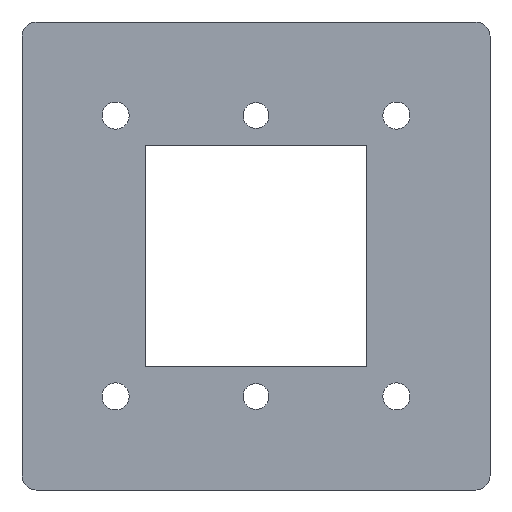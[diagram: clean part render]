
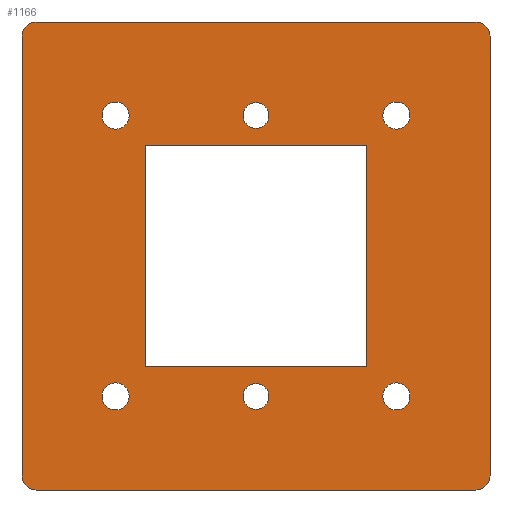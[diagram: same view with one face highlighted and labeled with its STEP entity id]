
A CAD part, front view. The second image highlights one B-rep face of the part: STEP entity #1166.
In plain terms, the highlighted planar face has unit normal (0, -1, 0).
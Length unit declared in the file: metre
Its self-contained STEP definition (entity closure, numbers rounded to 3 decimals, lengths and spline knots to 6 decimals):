
#84=LINE('',#1887,#180);
#88=LINE('',#1895,#184);
#91=LINE('',#1901,#187);
#92=LINE('',#1903,#188);
#98=LINE('',#1917,#194);
#102=LINE('',#1926,#198);
#106=LINE('',#1935,#202);
#109=LINE('',#1940,#205);
#180=VECTOR('',#1553,1.);
#184=VECTOR('',#1559,1.);
#187=VECTOR('',#1564,1.);
#188=VECTOR('',#1567,1.);
#194=VECTOR('',#1575,1.);
#198=VECTOR('',#1581,1.);
#202=VECTOR('',#1587,1.);
#205=VECTOR('',#1592,1.);
#238=PLANE('',#1289);
#480=ORIENTED_EDGE('',*,*,#676,.T.);
#481=ORIENTED_EDGE('',*,*,#677,.T.);
#482=ORIENTED_EDGE('',*,*,#678,.F.);
#483=ORIENTED_EDGE('',*,*,#679,.F.);
#484=ORIENTED_EDGE('',*,*,#680,.F.);
#485=ORIENTED_EDGE('',*,*,#681,.F.);
#486=ORIENTED_EDGE('',*,*,#672,.F.);
#487=ORIENTED_EDGE('',*,*,#682,.T.);
#488=ORIENTED_EDGE('',*,*,#658,.F.);
#489=ORIENTED_EDGE('',*,*,#683,.T.);
#490=ORIENTED_EDGE('',*,*,#664,.T.);
#491=ORIENTED_EDGE('',*,*,#684,.T.);
#492=ORIENTED_EDGE('',*,*,#668,.T.);
#493=ORIENTED_EDGE('',*,*,#685,.T.);
#494=ORIENTED_EDGE('',*,*,#650,.F.);
#495=ORIENTED_EDGE('',*,*,#654,.T.);
#496=ORIENTED_EDGE('',*,*,#657,.T.);
#497=ORIENTED_EDGE('',*,*,#675,.F.);
#650=EDGE_CURVE('',#774,#775,#84,.T.);
#654=EDGE_CURVE('',#774,#777,#88,.T.);
#657=EDGE_CURVE('',#777,#779,#91,.T.);
#658=EDGE_CURVE('',#780,#781,#92,.T.);
#664=EDGE_CURVE('',#787,#786,#98,.T.);
#668=EDGE_CURVE('',#791,#790,#102,.T.);
#672=EDGE_CURVE('',#794,#795,#106,.T.);
#675=EDGE_CURVE('',#775,#779,#109,.T.);
#676=EDGE_CURVE('',#796,#796,#844,.F.);
#677=EDGE_CURVE('',#797,#797,#845,.F.);
#678=EDGE_CURVE('',#798,#798,#846,.T.);
#679=EDGE_CURVE('',#799,#799,#847,.T.);
#680=EDGE_CURVE('',#800,#800,#848,.T.);
#681=EDGE_CURVE('',#801,#801,#849,.T.);
#682=EDGE_CURVE('',#794,#781,#850,.T.);
#683=EDGE_CURVE('',#780,#787,#851,.T.);
#684=EDGE_CURVE('',#786,#791,#852,.T.);
#685=EDGE_CURVE('',#790,#795,#853,.T.);
#774=VERTEX_POINT('',#1886);
#775=VERTEX_POINT('',#1888);
#777=VERTEX_POINT('',#1894);
#779=VERTEX_POINT('',#1900);
#780=VERTEX_POINT('',#1904);
#781=VERTEX_POINT('',#1905);
#786=VERTEX_POINT('',#1916);
#787=VERTEX_POINT('',#1918);
#790=VERTEX_POINT('',#1925);
#791=VERTEX_POINT('',#1927);
#794=VERTEX_POINT('',#1934);
#795=VERTEX_POINT('',#1936);
#796=VERTEX_POINT('',#1943);
#797=VERTEX_POINT('',#1945);
#798=VERTEX_POINT('',#1947);
#799=VERTEX_POINT('',#1949);
#800=VERTEX_POINT('',#1951);
#801=VERTEX_POINT('',#1953);
#844=CIRCLE('',#1290,0.00275);
#845=CIRCLE('',#1291,0.00275);
#846=CIRCLE('',#1292,0.0029);
#847=CIRCLE('',#1293,0.0029);
#848=CIRCLE('',#1294,0.0029);
#849=CIRCLE('',#1295,0.0029);
#850=CIRCLE('',#1296,0.003);
#851=CIRCLE('',#1297,0.003);
#852=CIRCLE('',#1298,0.003);
#853=CIRCLE('',#1299,0.003);
#944=EDGE_LOOP('',(#480));
#945=EDGE_LOOP('',(#481));
#946=EDGE_LOOP('',(#482));
#947=EDGE_LOOP('',(#483));
#948=EDGE_LOOP('',(#484));
#949=EDGE_LOOP('',(#485));
#950=EDGE_LOOP('',(#486,#487,#488,#489,#490,#491,#492,#493));
#951=EDGE_LOOP('',(#494,#495,#496,#497));
#1056=FACE_BOUND('',#944,.T.);
#1057=FACE_BOUND('',#945,.T.);
#1058=FACE_BOUND('',#946,.T.);
#1059=FACE_BOUND('',#947,.T.);
#1060=FACE_BOUND('',#948,.T.);
#1061=FACE_BOUND('',#949,.T.);
#1062=FACE_BOUND('',#950,.T.);
#1063=FACE_BOUND('',#951,.T.);
#1166=ADVANCED_FACE('',(#1056,#1057,#1058,#1059,#1060,#1061,#1062,#1063),
#238,.T.);
#1289=AXIS2_PLACEMENT_3D('',#1941,#1593,#1594);
#1290=AXIS2_PLACEMENT_3D('',#1942,#1595,#1596);
#1291=AXIS2_PLACEMENT_3D('',#1944,#1597,#1598);
#1292=AXIS2_PLACEMENT_3D('',#1946,#1599,#1600);
#1293=AXIS2_PLACEMENT_3D('',#1948,#1601,#1602);
#1294=AXIS2_PLACEMENT_3D('',#1950,#1603,#1604);
#1295=AXIS2_PLACEMENT_3D('',#1952,#1605,#1606);
#1296=AXIS2_PLACEMENT_3D('',#1954,#1607,#1608);
#1297=AXIS2_PLACEMENT_3D('',#1955,#1609,#1610);
#1298=AXIS2_PLACEMENT_3D('',#1956,#1611,#1612);
#1299=AXIS2_PLACEMENT_3D('',#1957,#1613,#1614);
#1553=DIRECTION('',(-1.,0.,0.));
#1559=DIRECTION('',(0.,0.,-1.));
#1564=DIRECTION('',(-1.,0.,0.));
#1567=DIRECTION('',(0.,0.,-1.));
#1575=DIRECTION('',(-1.,0.,0.));
#1581=DIRECTION('',(0.,0.,-1.));
#1587=DIRECTION('',(-1.,0.,0.));
#1592=DIRECTION('',(0.,0.,-1.));
#1593=DIRECTION('',(0.,-1.,0.));
#1594=DIRECTION('',(1.,0.,0.));
#1595=DIRECTION('',(0.,-1.,0.));
#1596=DIRECTION('',(0.,0.,-1.));
#1597=DIRECTION('',(0.,-1.,0.));
#1598=DIRECTION('',(0.,0.,-1.));
#1599=DIRECTION('',(0.,-1.,0.));
#1600=DIRECTION('',(0.,0.,-1.));
#1601=DIRECTION('',(0.,-1.,0.));
#1602=DIRECTION('',(0.,0.,-1.));
#1603=DIRECTION('',(0.,-1.,0.));
#1604=DIRECTION('',(0.,0.,-1.));
#1605=DIRECTION('',(0.,-1.,0.));
#1606=DIRECTION('',(0.,0.,-1.));
#1607=DIRECTION('',(0.,-1.,0.));
#1608=DIRECTION('',(0.,0.,-1.));
#1609=DIRECTION('',(0.,-1.,0.));
#1610=DIRECTION('',(0.,0.,-1.));
#1611=DIRECTION('',(0.,-1.,0.));
#1612=DIRECTION('',(0.,0.,-1.));
#1613=DIRECTION('',(0.,-1.,0.));
#1614=DIRECTION('',(0.,0.,-1.));
#1886=CARTESIAN_POINT('',(0.053636,-0.008,0.053636));
#1887=CARTESIAN_POINT('',(0.03,-0.008,0.053636));
#1888=CARTESIAN_POINT('',(0.006364,-0.008,0.053636));
#1894=CARTESIAN_POINT('',(0.053636,-0.008,0.006364));
#1895=CARTESIAN_POINT('',(0.053636,-0.008,0.03));
#1900=CARTESIAN_POINT('',(0.006364,-0.008,0.006364));
#1901=CARTESIAN_POINT('',(0.03,-0.008,0.006364));
#1903=CARTESIAN_POINT('',(0.08,-0.008,0.03));
#1904=CARTESIAN_POINT('',(0.08,-0.008,0.077));
#1905=CARTESIAN_POINT('',(0.08,-0.008,-0.017));
#1916=CARTESIAN_POINT('',(-0.017,-0.008,0.08));
#1917=CARTESIAN_POINT('',(0.03,-0.008,0.08));
#1918=CARTESIAN_POINT('',(0.077,-0.008,0.08));
#1925=CARTESIAN_POINT('',(-0.02,-0.008,-0.017));
#1926=CARTESIAN_POINT('',(-0.02,-0.008,0.03));
#1927=CARTESIAN_POINT('',(-0.02,-0.008,0.077));
#1934=CARTESIAN_POINT('',(0.077,-0.008,-0.02));
#1935=CARTESIAN_POINT('',(0.03,-0.008,-0.02));
#1936=CARTESIAN_POINT('',(-0.017,-0.008,-0.02));
#1940=CARTESIAN_POINT('',(0.006364,-0.008,0.03));
#1941=CARTESIAN_POINT('',(0.03,-0.008,0.03));
#1942=CARTESIAN_POINT('',(0.03,-0.008,0.));
#1943=CARTESIAN_POINT('',(0.03,-0.008,-0.00275));
#1944=CARTESIAN_POINT('',(0.03,-0.008,0.06));
#1945=CARTESIAN_POINT('',(0.03,-0.008,0.05725));
#1946=CARTESIAN_POINT('',(0.06,-0.008,0.06));
#1947=CARTESIAN_POINT('',(0.06,-0.008,0.0571));
#1948=CARTESIAN_POINT('',(0.06,-0.008,0.));
#1949=CARTESIAN_POINT('',(0.06,-0.008,-0.0029));
#1950=CARTESIAN_POINT('',(0.,-0.008,0.));
#1951=CARTESIAN_POINT('',(0.,-0.008,-0.0029));
#1952=CARTESIAN_POINT('',(0.,-0.008,0.06));
#1953=CARTESIAN_POINT('',(0.,-0.008,0.0571));
#1954=CARTESIAN_POINT('',(0.077,-0.008,-0.017));
#1955=CARTESIAN_POINT('',(0.077,-0.008,0.077));
#1956=CARTESIAN_POINT('',(-0.017,-0.008,0.077));
#1957=CARTESIAN_POINT('',(-0.017,-0.008,-0.017));
